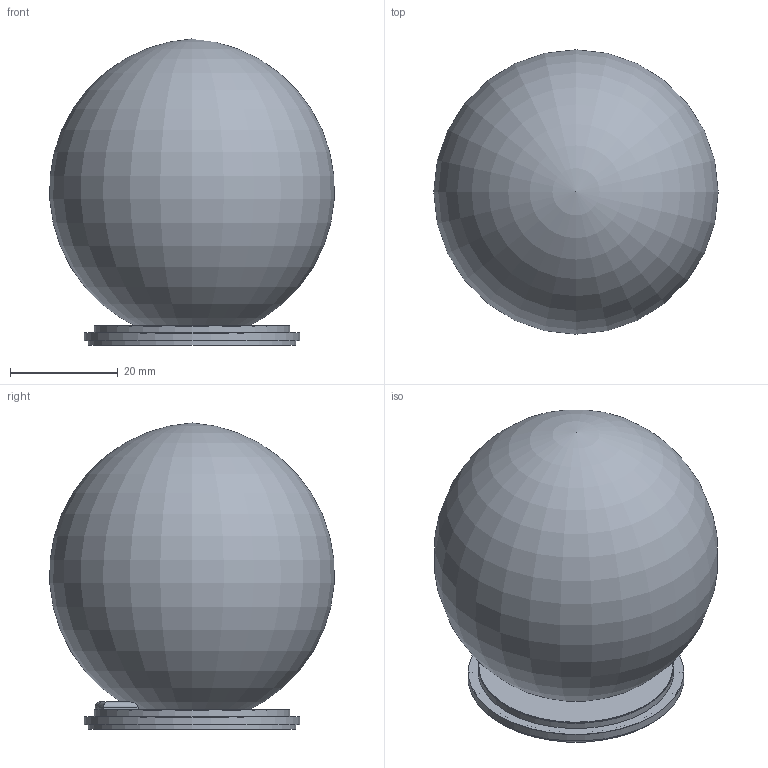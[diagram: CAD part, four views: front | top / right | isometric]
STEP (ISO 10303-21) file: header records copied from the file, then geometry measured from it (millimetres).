
FILE_DESCRIPTION(/* description */ ('Alibre Inc.'),/* implementation_level */ '2;1');
FILE_NAME(/* name */ 'export-BE0FE792-E801-4C12-80EB-238DD310BBF0',/* time_stamp */ '2019-04-22T19:21:43-05:00',/* author */ (''),/* organization */ (''),/* preprocessor_version */ 'ST-DEVELOPER v17',/* originating_system */ 'Alibre',/* authorisation */ '');
FILE_SCHEMA (('CONFIG_CONTROL_DESIGN'));
Length unit declared in the file: millimetre
Products named in the file (1): ID_1
Bounding box: 52.67 x 52.67 x 56.7 mm (x, y, z)
Volume: 78010.1 mm3; surface area: 14795.7 mm2
Topology: 3 solids, 3 shells, 41 faces, 77 edges, 51 vertices
Faces by surface type: plane 18, cylinder 17, torus 5, cone 1
Full cylindrical faces by diameter (mm): 15.6 x1, 16 x1, 16.2 x1, 35.5 x2, 35.8 x1, 36 x1, 36.2 x1, 38.5 x2, 39.6 x1, 40 x1
Entity records: 962 total; most frequent: CARTESIAN_POINT 183, DIRECTION 136, ORIENTED_EDGE 104, AXIS2_PLACEMENT_3D 72, FACE_BOUND 67, EDGE_LOOP 66, EDGE_CURVE 52, VERTEX_POINT 43
